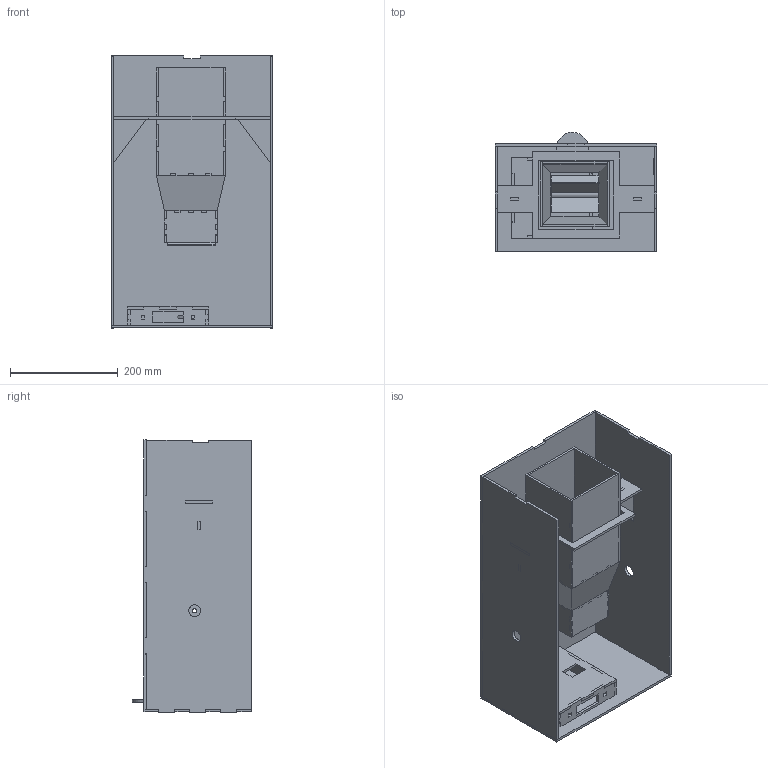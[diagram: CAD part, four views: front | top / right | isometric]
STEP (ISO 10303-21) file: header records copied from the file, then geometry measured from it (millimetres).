
FILE_DESCRIPTION(/* description */ (''),/* implementation_level */ '2;1');
FILE_NAME(/* name */ '5fbbe25f9fee20162995c74d',/* time_stamp */ '2020-11-23T16:25:05+00:00',/* author */ (''),/* organization */ (''),/* preprocessor_version */ 'ST-DEVELOPER v16.7',/* originating_system */ $,/* authorisation */ $);
FILE_SCHEMA (('AUTOMOTIVE_DESIGN {1 0 10303 214 3 1 1}'));
Length unit declared in the file: metre
Products named in the file (20): Assembly 1; Part 1; Assembly 2 <1>; Assembly 1 <1>
Assembly tree (25 placements, depth 4):
  Assembly 1
    Part 1  x2
    Part 1
    Part 1
    Part 1  x2
    Part 1
    Part 1
    Part 1
    Part 1
    Part 1
    Part 1
    Assembly 2 <1>
      Part 1  x2
      Part 1
      Part 1  x2
      Assembly 1 <1>
        Part 1  x2
        Part 1  x2
        Part 1
    Part 1
Bounding box: 300 x 221.57 x 505.3 mm (x, y, z)
Volume: 2932804.3 mm3; surface area: 1327721.3 mm2
Topology: 23 solids, 23 shells, 931 faces, 2553 edges, 1670 vertices
Faces by surface type: plane 922, cylinder 9
Full cylindrical faces by diameter (mm): 8 x2, 22 x2, 60 x1
Entity records: 23206 total; most frequent: CARTESIAN_POINT 4060, ORIENTED_EDGE 3994, DIRECTION 3535, EDGE_CURVE 1997, LINE 1981, VECTOR 1981, VERTEX_POINT 1302, EDGE_LOOP 787
